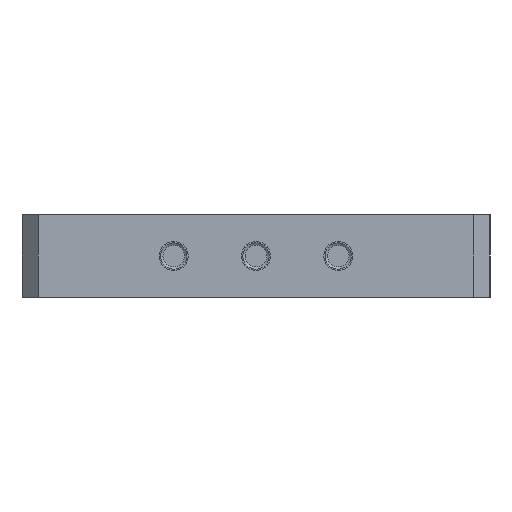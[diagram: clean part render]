
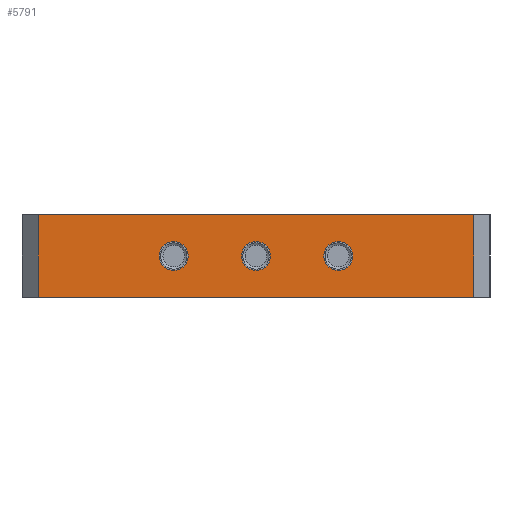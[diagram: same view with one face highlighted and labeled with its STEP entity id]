
A CAD part, front view. The second image highlights one B-rep face of the part: STEP entity #5791.
In plain terms, the highlighted planar face has unit normal (0, -1, 0).
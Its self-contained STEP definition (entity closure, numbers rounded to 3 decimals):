
#33 = DIRECTION ( 'NONE',  ( 0., 0., 1. ) ) ;
#296 = DIRECTION ( 'NONE',  ( 0., 0., 1. ) ) ;
#367 = CARTESIAN_POINT ( 'NONE',  ( 0., -35.55, 2.2 ) ) ;
#369 = CARTESIAN_POINT ( 'NONE',  ( -33.05, -35.55, 6.25 ) ) ;
#417 = CARTESIAN_POINT ( 'NONE',  ( -35.55, -35.55, 6.25 ) ) ;
#514 = DIRECTION ( 'NONE',  ( 1., 0., 0. ) ) ;
#814 = VERTEX_POINT ( 'NONE', #7597 ) ;
#946 = EDGE_LOOP ( 'NONE', ( #5570, #9380 ) ) ;
#1048 = FACE_BOUND ( 'NONE', #946, .T. ) ;
#1156 = ORIENTED_EDGE ( 'NONE', *, *, #5287, .T. ) ;
#1251 = VERTEX_POINT ( 'NONE', #3523 ) ;
#1463 = LINE ( 'NONE', #6319, #10112 ) ;
#1679 = VERTEX_POINT ( 'NONE', #8361 ) ;
#1836 = CARTESIAN_POINT ( 'NONE',  ( 33.05, -35.55, -6.25 ) ) ;
#1907 = CARTESIAN_POINT ( 'NONE',  ( 0., -35.55, 0. ) ) ;
#2099 = ORIENTED_EDGE ( 'NONE', *, *, #7081, .T. ) ;
#2117 = AXIS2_PLACEMENT_3D ( 'NONE', #2309, #9673, #4078 ) ;
#2161 = ORIENTED_EDGE ( 'NONE', *, *, #7280, .F. ) ;
#2211 = EDGE_CURVE ( 'NONE', #10320, #3880, #2599, .T. ) ;
#2309 = CARTESIAN_POINT ( 'NONE',  ( 0., -35.55, 0. ) ) ;
#2353 = PLANE ( 'NONE',  #10133 ) ;
#2450 = EDGE_CURVE ( 'NONE', #1251, #814, #4669, .T. ) ;
#2599 = CIRCLE ( 'NONE', #7215, 2.2 ) ;
#2712 = DIRECTION ( 'NONE',  ( 0., 1., 0. ) ) ;
#2848 = CARTESIAN_POINT ( 'NONE',  ( 12.5, -35.55, 0. ) ) ;
#3172 = FACE_BOUND ( 'NONE', #9519, .T. ) ;
#3263 = CARTESIAN_POINT ( 'NONE',  ( -35.55, -35.55, 6.25 ) ) ;
#3523 = CARTESIAN_POINT ( 'NONE',  ( 12.5, -35.55, -2.2 ) ) ;
#3880 = VERTEX_POINT ( 'NONE', #5484 ) ;
#3906 = LINE ( 'NONE', #417, #4846 ) ;
#4035 = FACE_OUTER_BOUND ( 'NONE', #9827, .T. ) ;
#4078 = DIRECTION ( 'NONE',  ( 0., 0., 1. ) ) ;
#4390 = DIRECTION ( 'NONE',  ( 0., 0., 1. ) ) ;
#4455 = LINE ( 'NONE', #369, #7561 ) ;
#4669 = CIRCLE ( 'NONE', #9765, 2.2 ) ;
#4769 = LINE ( 'NONE', #8125, #7230 ) ;
#4846 = VECTOR ( 'NONE', #514, 1000. ) ;
#5138 = DIRECTION ( 'NONE',  ( 0., 0., -1. ) ) ;
#5287 = EDGE_CURVE ( 'NONE', #8886, #1679, #1463, .T. ) ;
#5392 = DIRECTION ( 'NONE',  ( 0., 1., 0. ) ) ;
#5484 = CARTESIAN_POINT ( 'NONE',  ( -12.5, -35.55, 2.2 ) ) ;
#5565 = VERTEX_POINT ( 'NONE', #5892 ) ;
#5570 = ORIENTED_EDGE ( 'NONE', *, *, #2211, .T. ) ;
#5572 = VERTEX_POINT ( 'NONE', #367 ) ;
#5603 = CARTESIAN_POINT ( 'NONE',  ( -12.5, -35.55, 0. ) ) ;
#5715 = FACE_BOUND ( 'NONE', #8986, .T. ) ;
#5758 = CARTESIAN_POINT ( 'NONE',  ( -12.5, -35.55, 0. ) ) ;
#5784 = CIRCLE ( 'NONE', #7665, 2.2 ) ;
#5791 = ADVANCED_FACE ( 'NONE', ( #5715, #1048, #3172, #4035 ), #2353, .F. ) ;
#5809 = CIRCLE ( 'NONE', #8367, 2.2 ) ;
#5833 = EDGE_CURVE ( 'NONE', #5572, #8667, #6382, .T. ) ;
#5892 = CARTESIAN_POINT ( 'NONE',  ( -33.05, -35.55, 6.25 ) ) ;
#5957 = ORIENTED_EDGE ( 'NONE', *, *, #8103, .T. ) ;
#6319 = CARTESIAN_POINT ( 'NONE',  ( 33.05, -35.55, 6.25 ) ) ;
#6367 = DIRECTION ( 'NONE',  ( 0., 1., 0. ) ) ;
#6382 = CIRCLE ( 'NONE', #2117, 2.2 ) ;
#6570 = DIRECTION ( 'NONE',  ( 0., 1., 0. ) ) ;
#6750 = EDGE_CURVE ( 'NONE', #5565, #8143, #4455, .T. ) ;
#6779 = ORIENTED_EDGE ( 'NONE', *, *, #6750, .T. ) ;
#7047 = CARTESIAN_POINT ( 'NONE',  ( 0., -35.55, -2.2 ) ) ;
#7081 = EDGE_CURVE ( 'NONE', #8143, #8886, #4769, .T. ) ;
#7215 = AXIS2_PLACEMENT_3D ( 'NONE', #5603, #9557, #8875 ) ;
#7230 = VECTOR ( 'NONE', #8228, 1000. ) ;
#7280 = EDGE_CURVE ( 'NONE', #5565, #1679, #3906, .T. ) ;
#7500 = AXIS2_PLACEMENT_3D ( 'NONE', #2848, #5392, #8823 ) ;
#7561 = VECTOR ( 'NONE', #5138, 1000. ) ;
#7597 = CARTESIAN_POINT ( 'NONE',  ( 12.5, -35.55, 2.2 ) ) ;
#7633 = DIRECTION ( 'NONE',  ( 0., 1., 0. ) ) ;
#7665 = AXIS2_PLACEMENT_3D ( 'NONE', #5758, #6570, #33 ) ;
#7828 = CARTESIAN_POINT ( 'NONE',  ( -12.5, -35.55, -2.2 ) ) ;
#8103 = EDGE_CURVE ( 'NONE', #814, #1251, #10047, .T. ) ;
#8125 = CARTESIAN_POINT ( 'NONE',  ( -35.55, -35.55, -6.25 ) ) ;
#8143 = VERTEX_POINT ( 'NONE', #10477 ) ;
#8228 = DIRECTION ( 'NONE',  ( 1., 0., 0. ) ) ;
#8283 = EDGE_CURVE ( 'NONE', #3880, #10320, #5784, .T. ) ;
#8361 = CARTESIAN_POINT ( 'NONE',  ( 33.05, -35.55, 6.25 ) ) ;
#8367 = AXIS2_PLACEMENT_3D ( 'NONE', #1907, #7633, #296 ) ;
#8508 = ORIENTED_EDGE ( 'NONE', *, *, #9653, .T. ) ;
#8544 = ORIENTED_EDGE ( 'NONE', *, *, #2450, .T. ) ;
#8667 = VERTEX_POINT ( 'NONE', #7047 ) ;
#8823 = DIRECTION ( 'NONE',  ( 0., 0., 1. ) ) ;
#8875 = DIRECTION ( 'NONE',  ( 0., 0., 1. ) ) ;
#8886 = VERTEX_POINT ( 'NONE', #1836 ) ;
#8986 = EDGE_LOOP ( 'NONE', ( #8508, #10226 ) ) ;
#9380 = ORIENTED_EDGE ( 'NONE', *, *, #8283, .T. ) ;
#9519 = EDGE_LOOP ( 'NONE', ( #8544, #5957 ) ) ;
#9557 = DIRECTION ( 'NONE',  ( 0., 1., 0. ) ) ;
#9572 = DIRECTION ( 'NONE',  ( 0., 0., 1. ) ) ;
#9653 = EDGE_CURVE ( 'NONE', #8667, #5572, #5809, .T. ) ;
#9673 = DIRECTION ( 'NONE',  ( 0., 1., 0. ) ) ;
#9718 = DIRECTION ( 'NONE',  ( 0., 0., 1. ) ) ;
#9765 = AXIS2_PLACEMENT_3D ( 'NONE', #10030, #2712, #4390 ) ;
#9827 = EDGE_LOOP ( 'NONE', ( #2161, #6779, #2099, #1156 ) ) ;
#10030 = CARTESIAN_POINT ( 'NONE',  ( 12.5, -35.55, 0. ) ) ;
#10047 = CIRCLE ( 'NONE', #7500, 2.2 ) ;
#10112 = VECTOR ( 'NONE', #9572, 1000. ) ;
#10133 = AXIS2_PLACEMENT_3D ( 'NONE', #3263, #6367, #9718 ) ;
#10226 = ORIENTED_EDGE ( 'NONE', *, *, #5833, .T. ) ;
#10320 = VERTEX_POINT ( 'NONE', #7828 ) ;
#10477 = CARTESIAN_POINT ( 'NONE',  ( -33.05, -35.55, -6.25 ) ) ;
